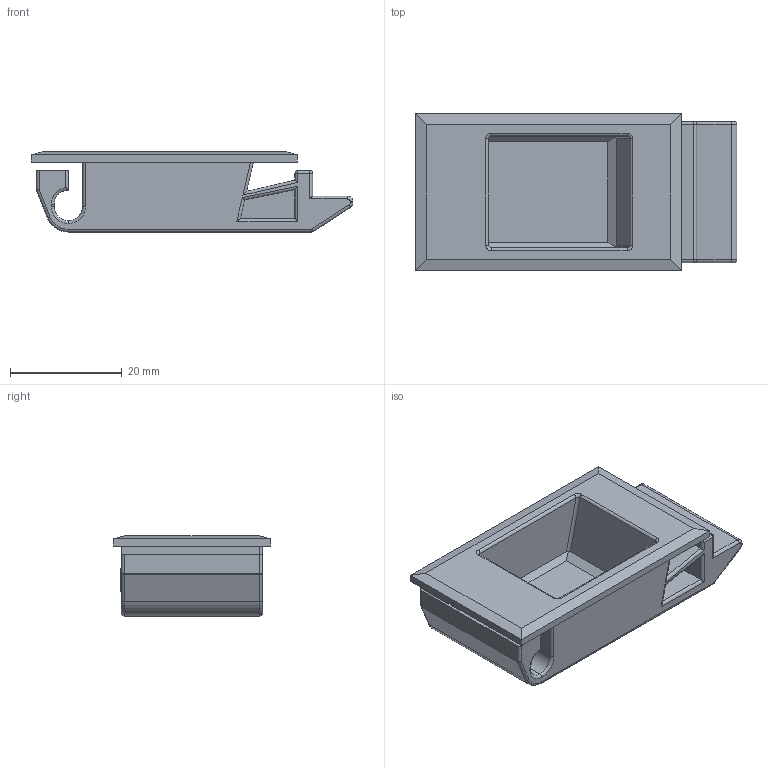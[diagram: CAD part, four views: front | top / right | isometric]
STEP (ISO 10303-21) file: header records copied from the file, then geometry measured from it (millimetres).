
FILE_DESCRIPTION (( 'STEP AP203' ), '1' );
FILE_NAME ('KS01.12.35.STEP', '2020-08-04T14:54:16', ( '' ), ( '' ), 'SwSTEP 2.0', 'SolidWorks 2015', '' );
FILE_SCHEMA (( 'CONFIG_CONTROL_DESIGN' ));
Length unit declared in the file: millimetre
Products named in the file (1): KS01.12.35
Bounding box: 57.52 x 28.1 x 14.3 mm (x, y, z)
Volume: 9030.7 mm3; surface area: 7977.5 mm2
Topology: 1 solids, 1 shells, 208 faces, 520 edges, 319 vertices
Faces by surface type: plane 92, cylinder 51, bspline 48, torus 9, sphere 8
Entity records: 8604 total; most frequent: CARTESIAN_POINT 3998, ORIENTED_EDGE 1024, DIRECTION 786, EDGE_CURVE 512, VERTEX_POINT 319, LINE 316, VECTOR 316, AXIS2_PLACEMENT_3D 235
